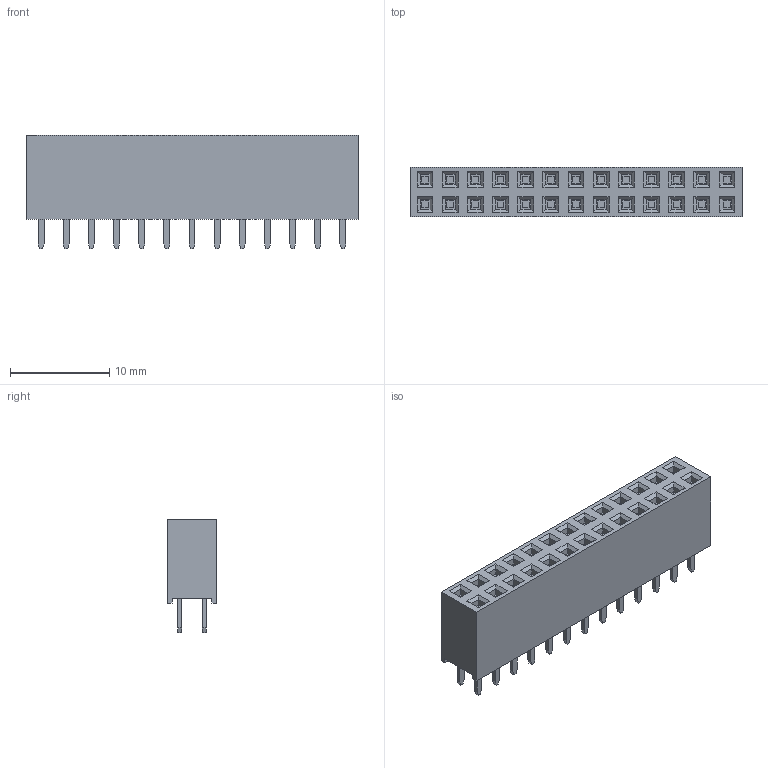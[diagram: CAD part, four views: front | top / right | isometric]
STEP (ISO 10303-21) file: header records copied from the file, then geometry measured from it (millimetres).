
FILE_DESCRIPTION(/* description */ (''),/* implementation_level */ '2;1');
FILE_NAME(/* name */ '26-Pin Header - Female - Double - 2.54mm.step',/* time_stamp */ '2021-04-21T15:54:58+02:00',/* author */ (''),/* organization */ (''),/* preprocessor_version */ 'ST-DEVELOPER v18.1',/* originating_system */ 'Autodesk Translation Framework v10.6.0.1341',/* authorisation */ '');
FILE_SCHEMA (('AUTOMOTIVE_DESIGN { 1 0 10303 214 3 1 1 }'));
Length unit declared in the file: millimetre
Products named in the file (3): Pin Header - Double - Female - 2.54mm; 26-Pin-Header-Female-Double-2.54mm; Komponente15
Assembly tree (2 placements, depth 3):
  Pin Header - Double - Female - 2.54mm
    26-Pin-Header-Female-Double-2.54mm
      Komponente15
Bounding box: 33.52 x 5 x 11.5 mm (x, y, z)
Volume: 1249.3 mm3; surface area: 2875.3 mm2
Topology: 1 solids, 1 shells, 764 faces, 1948 edges, 1264 vertices
Faces by surface type: plane 764
Entity records: 22865 total; most frequent: CARTESIAN_POINT 3981, ORIENTED_EDGE 3896, DIRECTION 3486, LINE 1948, VECTOR 1948, EDGE_CURVE 1948, VERTEX_POINT 1264, EDGE_LOOP 842
